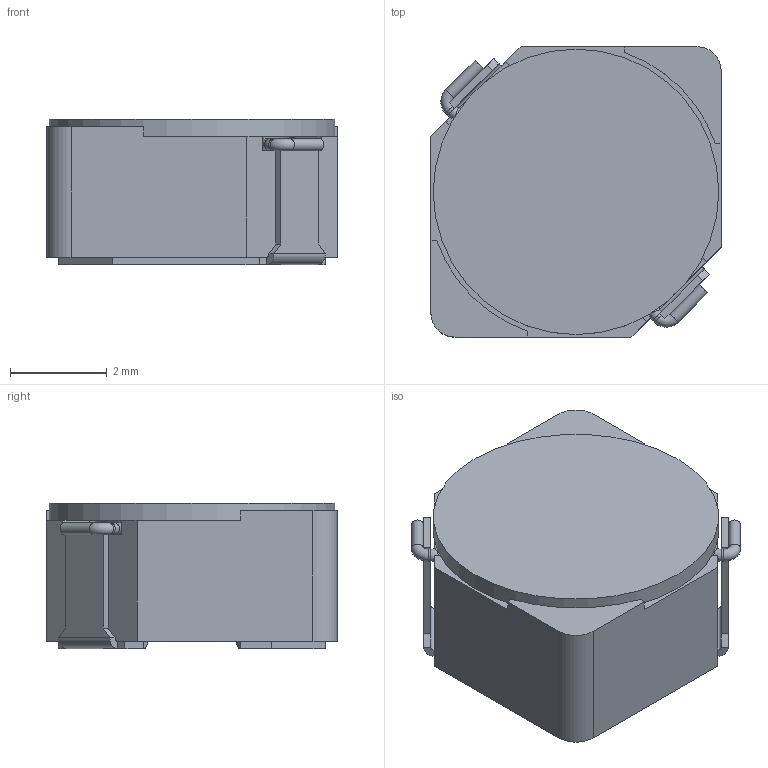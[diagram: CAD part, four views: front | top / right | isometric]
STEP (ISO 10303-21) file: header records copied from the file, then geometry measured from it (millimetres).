
FILE_DESCRIPTION(('STEP AP214'), '1');
FILE_NAME('CDRH5D28', '2019-11-16T16:25:47', ('AF'), (''), 'UNSPECIFIED', 'UNSPECIFIED', '');
FILE_SCHEMA(('AUTOMOTIVE_DESIGN { 1 0 10303 214 3 1 1}'));
Length unit declared in the file: millimetre
Bounding box: 6 x 6 x 3 mm (x, y, z)
Volume: 81.7 mm3; surface area: 254.7 mm2
Topology: 6 solids, 6 shells, 126 faces, 309 edges, 197 vertices
Faces by surface type: plane 82, cylinder 32, torus 12
Full cylindrical faces by diameter (mm): 0.25 x6, 4 x2, 4.6 x1, 5.9 x1
Entity records: 4791 total; most frequent: CARTESIAN_POINT 773, DIRECTION 604, ORIENTED_EDGE 574, EDGE_CURVE 287, AXIS2_PLACEMENT_3D 202, LINE 200, VECTOR 200, VERTEX_POINT 187
